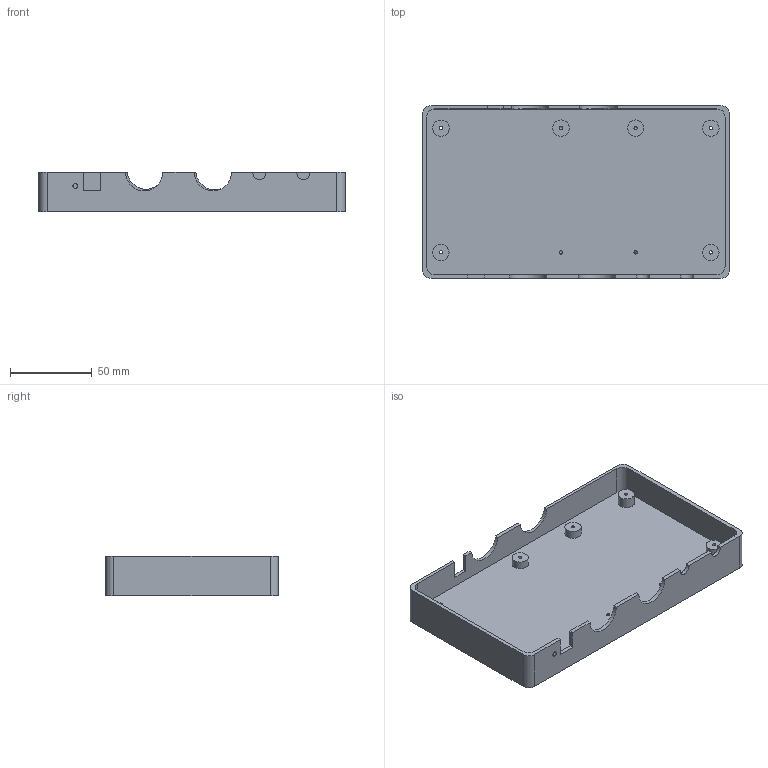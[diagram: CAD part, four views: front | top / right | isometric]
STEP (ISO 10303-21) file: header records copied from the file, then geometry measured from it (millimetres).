
FILE_DESCRIPTION(('FreeCAD Model'),'2;1');
FILE_NAME( 'ChassisBot.step', '2024-05-18T18:41:42',('Author'),(''), 'Open CASCADE STEP processor 7.3','FreeCAD','Unknown');
FILE_SCHEMA(('AUTOMOTIVE_DESIGN { 1 0 10303 214 1 1 1 1 }'));
Length unit declared in the file: millimetre
Products named in the file (1): Body
Bounding box: 187.8 x 106 x 24 mm (x, y, z)
Volume: 141946.4 mm3; surface area: 63871.4 mm2
Topology: 1 solids, 1 shells, 73 faces, 179 edges, 118 vertices
Faces by surface type: cylinder 35, plane 34, cone 4
Full cylindrical faces by diameter (mm): 2.061 x8, 3 x1, 6 x2, 8 x1, 8.099 x1, 10 x5, 10.071 x1
Entity records: 4557 total; most frequent: CARTESIAN_POINT 897, DIRECTION 713, LINE 389, VECTOR 389, ORIENTED_EDGE 350, PCURVE 350, DEFINITIONAL_REPRESENTATION 350, EDGE_CURVE 175
